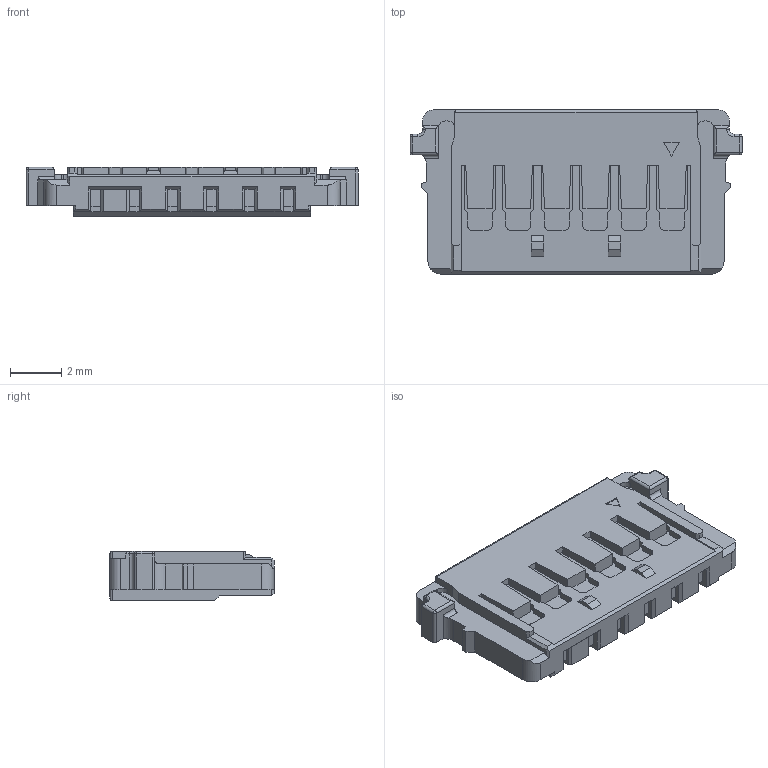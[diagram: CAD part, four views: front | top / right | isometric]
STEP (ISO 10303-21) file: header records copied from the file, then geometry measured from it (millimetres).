
FILE_DESCRIPTION((''),'2;1');
FILE_NAME('5040510601','2019-03-01T',('me'),(''),'PRO/ENGINEER BY PARAMETRIC TECHNOLOGY CORPORATION, 2016010','PRO/ENGINEER BY PARAMETRIC TECHNOLOGY CORPORATION, 2016010','');
FILE_SCHEMA(('CONFIG_CONTROL_DESIGN'));
Length unit declared in the file: millimetre
Products named in the file (1): 5040510601
Bounding box: 12.95 x 6.4 x 1.92 mm (x, y, z)
Volume: 114.9 mm3; surface area: 255.5 mm2
Topology: 1 solids, 1 shells, 371 faces, 978 edges, 618 vertices
Faces by surface type: plane 269, cylinder 72, cone 24, sphere 4, torus 2
Entity records: 11336 total; most frequent: CARTESIAN_POINT 2072, ORIENTED_EDGE 1956, DIRECTION 1852, EDGE_CURVE 978, VECTOR 816, LINE 816, VERTEX_POINT 618, AXIS2_PLACEMENT_3D 518
